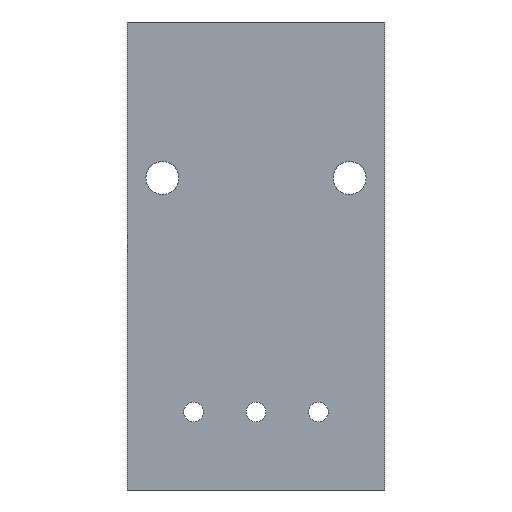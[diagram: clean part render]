
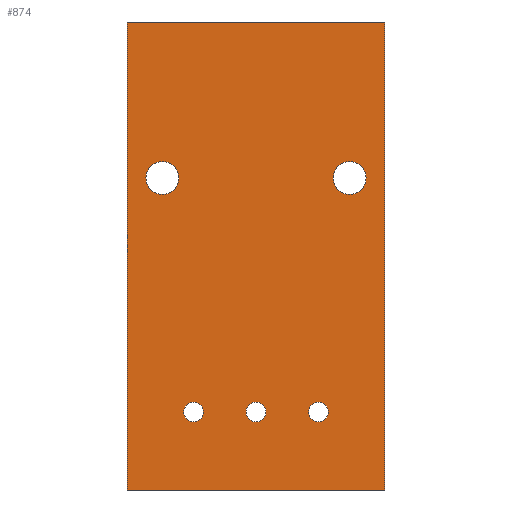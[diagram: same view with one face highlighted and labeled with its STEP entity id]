
A CAD part, front view. The second image highlights one B-rep face of the part: STEP entity #874.
In plain terms, the highlighted planar face has unit normal (0, -1, 0).
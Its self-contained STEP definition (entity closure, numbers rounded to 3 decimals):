
#46=FACE_BOUND('',#152,.T.);
#47=FACE_BOUND('',#153,.T.);
#48=FACE_BOUND('',#154,.T.);
#49=FACE_BOUND('',#155,.T.);
#50=FACE_BOUND('',#156,.T.);
#94=FACE_OUTER_BOUND('',#151,.T.);
#151=EDGE_LOOP('',(#788,#789,#790,#791));
#152=EDGE_LOOP('',(#792));
#153=EDGE_LOOP('',(#793));
#154=EDGE_LOOP('',(#794));
#155=EDGE_LOOP('',(#795));
#156=EDGE_LOOP('',(#796));
#169=LINE('',#1272,#257);
#211=LINE('',#1359,#299);
#243=LINE('',#1448,#331);
#244=LINE('',#1450,#332);
#257=VECTOR('',#1025,10.);
#299=VECTOR('',#1099,10.);
#331=VECTOR('',#1201,10.);
#332=VECTOR('',#1204,10.);
#352=CIRCLE('',#953,1.265);
#353=CIRCLE('',#955,1.265);
#354=CIRCLE('',#957,2.117);
#355=CIRCLE('',#959,2.117);
#356=CIRCLE('',#961,1.265);
#384=VERTEX_POINT('',#1269);
#385=VERTEX_POINT('',#1271);
#414=VERTEX_POINT('',#1357);
#431=VERTEX_POINT('',#1426);
#432=VERTEX_POINT('',#1430);
#433=VERTEX_POINT('',#1434);
#434=VERTEX_POINT('',#1438);
#435=VERTEX_POINT('',#1442);
#436=VERTEX_POINT('',#1446);
#467=EDGE_CURVE('',#384,#385,#169,.T.);
#512=EDGE_CURVE('',#414,#384,#211,.T.);
#544=EDGE_CURVE('',#431,#431,#352,.T.);
#546=EDGE_CURVE('',#432,#432,#353,.T.);
#548=EDGE_CURVE('',#433,#433,#354,.T.);
#550=EDGE_CURVE('',#434,#434,#355,.T.);
#552=EDGE_CURVE('',#435,#435,#356,.T.);
#555=EDGE_CURVE('',#436,#414,#243,.T.);
#556=EDGE_CURVE('',#385,#436,#244,.T.);
#788=ORIENTED_EDGE('',*,*,#467,.F.);
#789=ORIENTED_EDGE('',*,*,#512,.F.);
#790=ORIENTED_EDGE('',*,*,#555,.F.);
#791=ORIENTED_EDGE('',*,*,#556,.F.);
#792=ORIENTED_EDGE('',*,*,#552,.F.);
#793=ORIENTED_EDGE('',*,*,#550,.F.);
#794=ORIENTED_EDGE('',*,*,#548,.F.);
#795=ORIENTED_EDGE('',*,*,#546,.F.);
#796=ORIENTED_EDGE('',*,*,#544,.F.);
#830=PLANE('',#964);
#874=ADVANCED_FACE('',(#94,#46,#47,#48,#49,#50),#830,.F.);
#953=AXIS2_PLACEMENT_3D('',#1427,#1175,#1176);
#955=AXIS2_PLACEMENT_3D('',#1431,#1180,#1181);
#957=AXIS2_PLACEMENT_3D('',#1435,#1185,#1186);
#959=AXIS2_PLACEMENT_3D('',#1439,#1190,#1191);
#961=AXIS2_PLACEMENT_3D('',#1443,#1195,#1196);
#964=AXIS2_PLACEMENT_3D('',#1451,#1205,#1206);
#1025=DIRECTION('',(0.,0.,-1.));
#1099=DIRECTION('',(1.,0.,0.));
#1175=DIRECTION('center_axis',(0.,-1.,0.));
#1176=DIRECTION('ref_axis',(1.,0.,0.));
#1180=DIRECTION('center_axis',(0.,-1.,0.));
#1181=DIRECTION('ref_axis',(1.,0.,0.));
#1185=DIRECTION('center_axis',(0.,-1.,0.));
#1186=DIRECTION('ref_axis',(1.,0.,0.));
#1190=DIRECTION('center_axis',(0.,-1.,0.));
#1191=DIRECTION('ref_axis',(1.,0.,0.));
#1195=DIRECTION('center_axis',(0.,-1.,0.));
#1196=DIRECTION('ref_axis',(1.,0.,0.));
#1201=DIRECTION('',(0.,0.,1.));
#1204=DIRECTION('',(-1.,0.,0.));
#1205=DIRECTION('center_axis',(0.,1.,0.));
#1206=DIRECTION('ref_axis',(1.,0.,0.));
#1269=CARTESIAN_POINT('',(16.5,0.,99.));
#1271=CARTESIAN_POINT('',(16.5,0.,39.));
#1272=CARTESIAN_POINT('',(16.5,0.,99.));
#1357=CARTESIAN_POINT('',(-16.5,0.,99.));
#1359=CARTESIAN_POINT('',(-16.5,0.,99.));
#1426=CARTESIAN_POINT('',(-1.264,0.,49.));
#1427=CARTESIAN_POINT('Origin',(0.,0.,
49.));
#1430=CARTESIAN_POINT('',(-9.264,0.,49.));
#1431=CARTESIAN_POINT('Origin',(-8.,0.,
49.));
#1434=CARTESIAN_POINT('',(9.883,0.,79.));
#1435=CARTESIAN_POINT('Origin',(12.,0.,79.));
#1438=CARTESIAN_POINT('',(-14.117,0.,79.));
#1439=CARTESIAN_POINT('Origin',(-12.,0.,79.));
#1442=CARTESIAN_POINT('',(6.736,0.,49.));
#1443=CARTESIAN_POINT('Origin',(8.,0.,49.));
#1446=CARTESIAN_POINT('',(-16.5,0.,39.));
#1448=CARTESIAN_POINT('',(-16.5,0.,39.));
#1450=CARTESIAN_POINT('',(16.5,0.,39.));
#1451=CARTESIAN_POINT('Origin',(0.,0.,
69.));
